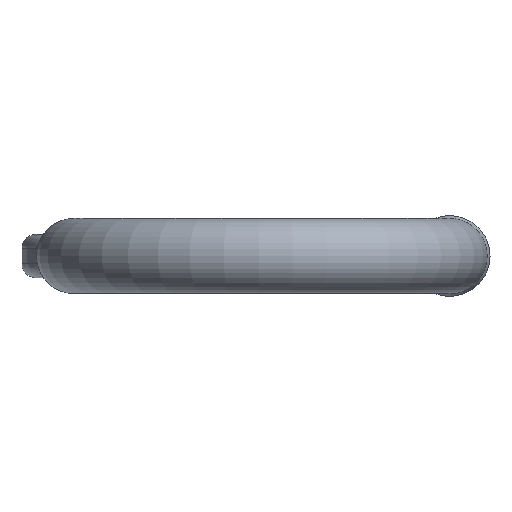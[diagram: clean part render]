
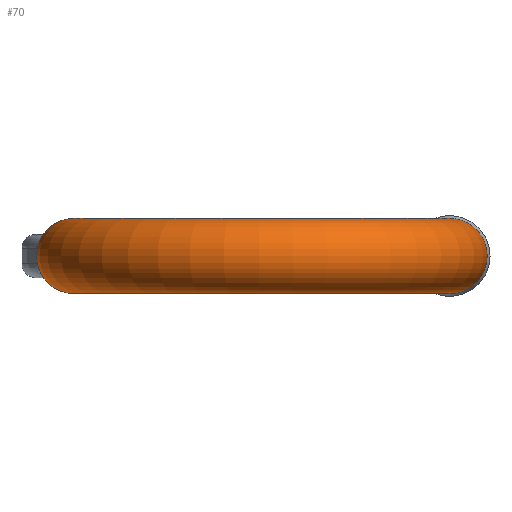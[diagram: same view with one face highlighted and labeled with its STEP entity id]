
A CAD part, front view. The second image highlights one B-rep face of the part: STEP entity #70.
In plain terms, the highlighted toroidal (fillet/blend) face has major radius 112.5 mm and minor radius 22.5 mm.
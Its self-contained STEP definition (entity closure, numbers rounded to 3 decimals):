
#60=TOROIDAL_SURFACE('',#471,112.5,22.5);
#70=ADVANCED_FACE('',(#170,#171),#60,.T.);
#170=FACE_BOUND('',#186,.T.);
#171=FACE_BOUND('',#187,.T.);
#186=EDGE_LOOP('',(#254));
#187=EDGE_LOOP('',(#255));
#254=ORIENTED_EDGE('',*,*,#376,.T.);
#255=ORIENTED_EDGE('',*,*,#414,.F.);
#332=VERTEX_POINT('',#620);
#370=VERTEX_POINT('',#878);
#376=EDGE_CURVE('',#332,#332,#436,.T.);
#414=EDGE_CURVE('',#370,#370,#438,.T.);
#436=CIRCLE('',#453,22.5);
#438=CIRCLE('',#465,22.5);
#453=AXIS2_PLACEMENT_3D('',#619,#504,#505);
#465=AXIS2_PLACEMENT_3D('',#877,#536,#537);
#471=AXIS2_PLACEMENT_3D('',#887,#548,#549);
#504=DIRECTION('',(0.,-1.,0.));
#505=DIRECTION('',(1.,0.,0.));
#536=DIRECTION('',(0.,1.,0.));
#537=DIRECTION('',(-1.,0.,0.));
#548=DIRECTION('',(0.,0.,1.));
#549=DIRECTION('',(1.,0.,0.));
#619=CARTESIAN_POINT('',(-112.5,-80.,0.));
#620=CARTESIAN_POINT('',(-90.,-80.,0.));
#877=CARTESIAN_POINT('',(112.5,-80.,0.));
#878=CARTESIAN_POINT('',(90.,-80.,0.));
#887=CARTESIAN_POINT('',(0.,-80.,0.));
